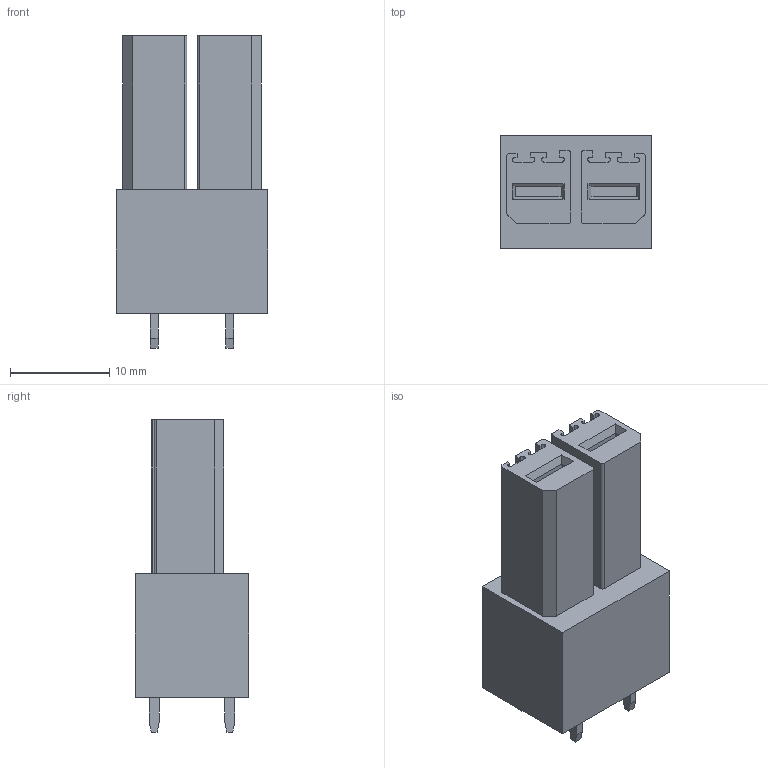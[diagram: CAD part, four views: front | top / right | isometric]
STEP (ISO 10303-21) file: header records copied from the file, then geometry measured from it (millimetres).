
FILE_DESCRIPTION(('CATIA V5 STEP','CAx-IF Rec.Pracs.--- Model Styling and Organization---1.2---2011-12-15'),'2;1');
FILE_NAME ('D1459278_0_1928610000_1928610000.stp','2018-09-06T05:19:18+00:00',('none'),('Weidmueller'),'CATIA Version 5-6 Release 2014','CATIA V5 STEP AP214','none');
FILE_SCHEMA(('AUTOMOTIVE_DESIGN { 1 0 10303 214 1 1 1 1 }'));
Length unit declared in the file: millimetre
Products named in the file (1): 1928610000
Bounding box: 15.24 x 11.4 x 31.5 mm (x, y, z)
Volume: 3448.4 mm3; surface area: 2214.9 mm2
Topology: 5 solids, 5 shells, 106 faces, 268 edges, 176 vertices
Faces by surface type: plane 92, cylinder 14
Entity records: 2970 total; most frequent: ORIENTED_EDGE 536, CARTESIAN_POINT 528, DIRECTION 410, EDGE_CURVE 268, VECTOR 232, LINE 232, VERTEX_POINT 176, EDGE_LOOP 110
